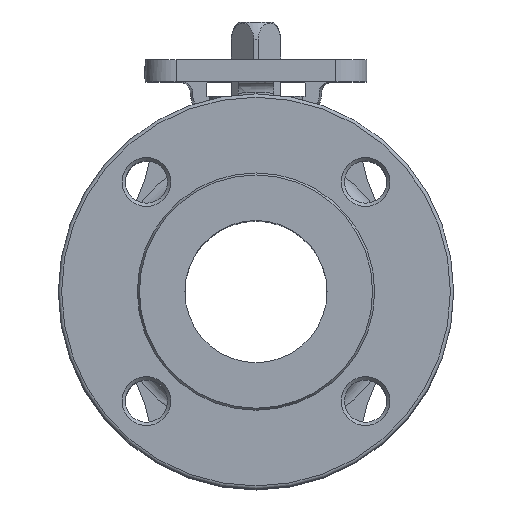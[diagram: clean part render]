
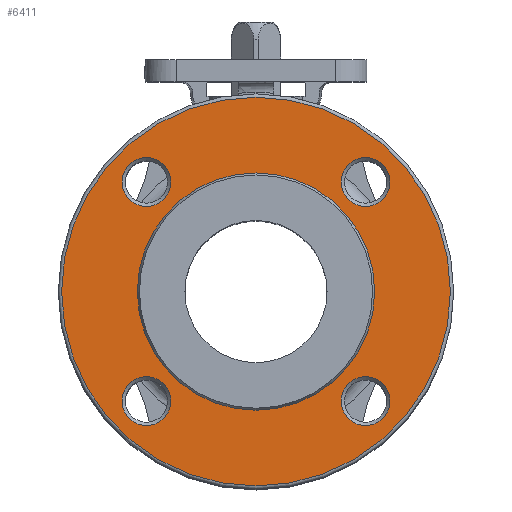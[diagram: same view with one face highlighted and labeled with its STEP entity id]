
A CAD part, top view. The second image highlights one B-rep face of the part: STEP entity #6411.
In plain terms, the highlighted planar face has unit normal (0, 0, 1).
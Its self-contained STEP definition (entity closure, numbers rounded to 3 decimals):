
#183=PLANE('',#6970);
#1526=ORIENTED_EDGE('',*,*,#3419,.F.);
#1527=ORIENTED_EDGE('',*,*,#3421,.F.);
#1528=ORIENTED_EDGE('',*,*,#3422,.F.);
#1529=ORIENTED_EDGE('',*,*,#3423,.F.);
#1530=ORIENTED_EDGE('',*,*,#3424,.F.);
#1531=ORIENTED_EDGE('',*,*,#3418,.T.);
#3418=EDGE_CURVE('',#4347,#4347,#4921,.T.);
#3419=EDGE_CURVE('',#4348,#4348,#4922,.T.);
#3421=EDGE_CURVE('',#4350,#4350,#4924,.T.);
#3422=EDGE_CURVE('',#4351,#4351,#4925,.T.);
#3423=EDGE_CURVE('',#4352,#4352,#4926,.T.);
#3424=EDGE_CURVE('',#4353,#4353,#4927,.T.);
#4347=VERTEX_POINT('',#10441);
#4348=VERTEX_POINT('',#10444);
#4350=VERTEX_POINT('',#10449);
#4351=VERTEX_POINT('',#10451);
#4352=VERTEX_POINT('',#10453);
#4353=VERTEX_POINT('',#10455);
#4921=CIRCLE('',#6966,53.424);
#4922=CIRCLE('',#6968,87.5);
#4924=CIRCLE('',#6971,11.);
#4925=CIRCLE('',#6972,11.);
#4926=CIRCLE('',#6973,11.);
#4927=CIRCLE('',#6974,11.);
#5278=EDGE_LOOP('',(#1526));
#5279=EDGE_LOOP('',(#1527));
#5280=EDGE_LOOP('',(#1528));
#5281=EDGE_LOOP('',(#1529));
#5282=EDGE_LOOP('',(#1530));
#5283=EDGE_LOOP('',(#1531));
#5799=FACE_BOUND('',#5278,.T.);
#5800=FACE_BOUND('',#5279,.T.);
#5801=FACE_BOUND('',#5280,.T.);
#5802=FACE_BOUND('',#5281,.T.);
#5803=FACE_BOUND('',#5282,.T.);
#5804=FACE_BOUND('',#5283,.T.);
#6411=ADVANCED_FACE('',(#5799,#5800,#5801,#5802,#5803,#5804),#183,.F.);
#6966=AXIS2_PLACEMENT_3D('',#10440,#8037,#8038);
#6968=AXIS2_PLACEMENT_3D('',#10443,#8041,#8042);
#6970=AXIS2_PLACEMENT_3D('',#10447,#8045,#8046);
#6971=AXIS2_PLACEMENT_3D('',#10448,#8047,#8048);
#6972=AXIS2_PLACEMENT_3D('',#10450,#8049,#8050);
#6973=AXIS2_PLACEMENT_3D('',#10452,#8051,#8052);
#6974=AXIS2_PLACEMENT_3D('',#10454,#8053,#8054);
#8037=DIRECTION('',(0.,0.,-1.));
#8038=DIRECTION('',(-1.,0.,0.));
#8041=DIRECTION('',(0.,0.,-1.));
#8042=DIRECTION('',(-1.,0.,0.));
#8045=DIRECTION('',(0.,0.,-1.));
#8046=DIRECTION('',(-1.,0.,0.));
#8047=DIRECTION('',(0.,0.,1.));
#8048=DIRECTION('',(1.,0.,0.));
#8049=DIRECTION('',(0.,0.,1.));
#8050=DIRECTION('',(1.,0.,0.));
#8051=DIRECTION('',(0.,0.,1.));
#8052=DIRECTION('',(1.,0.,0.));
#8053=DIRECTION('',(0.,0.,1.));
#8054=DIRECTION('',(1.,0.,0.));
#10440=CARTESIAN_POINT('',(0.,0.,84.4));
#10441=CARTESIAN_POINT('',(-53.424,0.,84.4));
#10443=CARTESIAN_POINT('',(0.,0.,84.4));
#10444=CARTESIAN_POINT('',(-87.5,0.,84.4));
#10447=CARTESIAN_POINT('',(0.,53.424,84.4));
#10448=CARTESIAN_POINT('',(-49.321,-49.321,84.4));
#10449=CARTESIAN_POINT('',(-38.321,-49.321,84.4));
#10450=CARTESIAN_POINT('',(49.321,-49.321,84.4));
#10451=CARTESIAN_POINT('',(60.321,-49.321,84.4));
#10452=CARTESIAN_POINT('',(49.321,49.321,84.4));
#10453=CARTESIAN_POINT('',(60.321,49.321,84.4));
#10454=CARTESIAN_POINT('',(-49.321,49.321,84.4));
#10455=CARTESIAN_POINT('',(-38.321,49.321,84.4));
